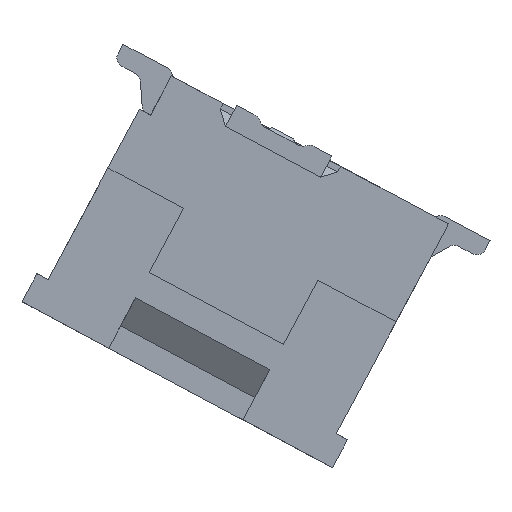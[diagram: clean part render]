
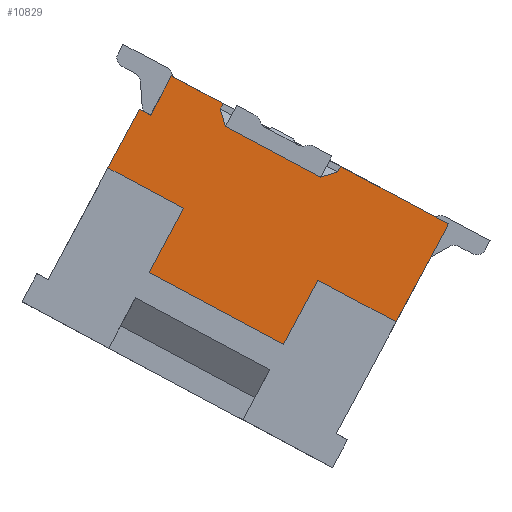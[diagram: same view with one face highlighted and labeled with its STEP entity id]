
A CAD part, front view. The second image highlights one B-rep face of the part: STEP entity #10829.
In plain terms, the highlighted planar face has unit normal (0, -1, 0).
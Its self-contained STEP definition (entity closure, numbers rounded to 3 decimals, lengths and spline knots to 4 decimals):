
#265 = CARTESIAN_POINT ( 'NONE',  ( 6.6894, -2.2, 1.5545 ) ) ;
#956 = ORIENTED_EDGE ( 'NONE', *, *, #12764, .F. ) ;
#1046 = FACE_OUTER_BOUND ( 'NONE', #22309, .T. ) ;
#1403 = CARTESIAN_POINT ( 'NONE',  ( 8.5934, -2.2, 0.6619 ) ) ;
#3004 = CARTESIAN_POINT ( 'NONE',  ( 7.7318, -2.2, -2.1658 ) ) ;
#3860 = ORIENTED_EDGE ( 'NONE', *, *, #10261, .F. ) ;
#3937 = VECTOR ( 'NONE', #73604, 1000. ) ;
#4850 = EDGE_CURVE ( 'NONE', #68009, #51733, #37550, .T. ) ;
#5077 = DIRECTION ( 'NONE',  ( 0.471, 0., 0.882 ) ) ;
#5966 = LINE ( 'NONE', #71457, #7931 ) ;
#6029 = CARTESIAN_POINT ( 'NONE',  ( 10.2912, -2.2, -0.2455 ) ) ;
#6222 = ORIENTED_EDGE ( 'NONE', *, *, #46846, .F. ) ;
#7931 = VECTOR ( 'NONE', #9033, 1000. ) ;
#7993 = VECTOR ( 'NONE', #83050, 1000. ) ;
#8622 = VERTEX_POINT ( 'NONE', #6029 ) ;
#8813 = VERTEX_POINT ( 'NONE', #61098 ) ;
#9033 = DIRECTION ( 'NONE',  ( 0.882, 0., -0.471 ) ) ;
#9048 = LINE ( 'NONE', #27659, #62705 ) ;
#10261 = EDGE_CURVE ( 'NONE', #11082, #25395, #17259, .T. ) ;
#10829 = ADVANCED_FACE ( 'NONE', ( #1046 ), #18350, .F. ) ;
#11082 = VERTEX_POINT ( 'NONE', #75053 ) ;
#11910 = VECTOR ( 'NONE', #23383, 1000. ) ;
#12686 = DIRECTION ( 'NONE',  ( -0.471, 0., -0.882 ) ) ;
#12764 = EDGE_CURVE ( 'NONE', #79891, #54827, #42133, .T. ) ;
#12842 = VERTEX_POINT ( 'NONE', #14141 ) ;
#13066 = VECTOR ( 'NONE', #79740, 1000. ) ;
#13232 = ORIENTED_EDGE ( 'NONE', *, *, #40691, .F. ) ;
#13286 = LINE ( 'NONE', #72956, #11910 ) ;
#13983 = EDGE_CURVE ( 'NONE', #54827, #80850, #26740, .T. ) ;
#14123 = CARTESIAN_POINT ( 'NONE',  ( 8.2315, -2.2, -1.129 ) ) ;
#14141 = CARTESIAN_POINT ( 'NONE',  ( 6.7414, -2.2, 1.6518 ) ) ;
#17010 = ORIENTED_EDGE ( 'NONE', *, *, #80440, .F. ) ;
#17259 = LINE ( 'NONE', #64944, #49033 ) ;
#18350 = PLANE ( 'NONE',  #29349 ) ;
#18649 = CARTESIAN_POINT ( 'NONE',  ( 5.5956, -2.2, 1.4705 ) ) ;
#19405 = VERTEX_POINT ( 'NONE', #14123 ) ;
#19856 = CARTESIAN_POINT ( 'NONE',  ( 3.7058, -2.2, -1.6411 ) ) ;
#20005 = LINE ( 'NONE', #35702, #75892 ) ;
#20973 = ORIENTED_EDGE ( 'NONE', *, *, #52779, .F. ) ;
#21157 = VERTEX_POINT ( 'NONE', #23818 ) ;
#21358 = ORIENTED_EDGE ( 'NONE', *, *, #75040, .F. ) ;
#22072 = VERTEX_POINT ( 'NONE', #29583 ) ;
#22083 = CARTESIAN_POINT ( 'NONE',  ( 6.7794, -2.2, 1.283 ) ) ;
#22309 = EDGE_LOOP ( 'NONE', ( #47716, #956, #69035, #20973, #3860, #13232, #60811, #45354, #24656, #6222, #77172, #77450, #17010, #80670, #52698, #21358 ) ) ;
#23383 = DIRECTION ( 'NONE',  ( -0.882, 0., 0.471 ) ) ;
#23818 = CARTESIAN_POINT ( 'NONE',  ( 8.2756, -2.2, 0.4916 ) ) ;
#24656 = ORIENTED_EDGE ( 'NONE', *, *, #49967, .F. ) ;
#25395 = VERTEX_POINT ( 'NONE', #52246 ) ;
#25944 = DIRECTION ( 'NONE',  ( 0.29, 0., -0.957 ) ) ;
#26500 = DIRECTION ( 'NONE',  ( -0.471, 0., -0.882 ) ) ;
#26662 = VECTOR ( 'NONE', #12686, 1000. ) ;
#26740 = LINE ( 'NONE', #66792, #55103 ) ;
#27659 = CARTESIAN_POINT ( 'NONE',  ( 8.2424, -2.2, -1.1087 ) ) ;
#27822 = VERTEX_POINT ( 'NONE', #44882 ) ;
#28544 = LINE ( 'NONE', #3004, #28960 ) ;
#28960 = VECTOR ( 'NONE', #52460, 1000. ) ;
#29349 = AXIS2_PLACEMENT_3D ( 'NONE', #37843, #37278, #81348 ) ;
#29583 = CARTESIAN_POINT ( 'NONE',  ( 7.6895, -2.2, -2.1432 ) ) ;
#30598 = EDGE_CURVE ( 'NONE', #8813, #19405, #13286, .T. ) ;
#32100 = LINE ( 'NONE', #36433, #58644 ) ;
#34335 = VERTEX_POINT ( 'NONE', #82555 ) ;
#34578 = DIRECTION ( 'NONE',  ( 0.882, 0., -0.471 ) ) ;
#35702 = CARTESIAN_POINT ( 'NONE',  ( 8.5562, -2.2, 0.5767 ) ) ;
#36433 = CARTESIAN_POINT ( 'NONE',  ( 10.3312, -2.2, -0.1705 ) ) ;
#37278 = DIRECTION ( 'NONE',  ( 0., 1., 0. ) ) ;
#37550 = LINE ( 'NONE', #38398, #7993 ) ;
#37843 = CARTESIAN_POINT ( 'NONE',  ( 3.615, -2.2, -1.5925 ) ) ;
#38398 = CARTESIAN_POINT ( 'NONE',  ( 8.5983, -2.2, 0.671 ) ) ;
#40691 = EDGE_CURVE ( 'NONE', #22072, #11082, #28544, .T. ) ;
#41586 = CARTESIAN_POINT ( 'NONE',  ( 8.3056, -2.2, 0.4756 ) ) ;
#42133 = LINE ( 'NONE', #67542, #68882 ) ;
#44882 = CARTESIAN_POINT ( 'NONE',  ( 6.7764, -2.2, 1.2929 ) ) ;
#45354 = ORIENTED_EDGE ( 'NONE', *, *, #30598, .F. ) ;
#45876 = EDGE_CURVE ( 'NONE', #79891, #49161, #51157, .T. ) ;
#46846 = EDGE_CURVE ( 'NONE', #51733, #8622, #5966, .T. ) ;
#47716 = ORIENTED_EDGE ( 'NONE', *, *, #13983, .F. ) ;
#49033 = VECTOR ( 'NONE', #5077, 1000. ) ;
#49161 = VERTEX_POINT ( 'NONE', #74224 ) ;
#49967 = EDGE_CURVE ( 'NONE', #8622, #8813, #32100, .T. ) ;
#51157 = LINE ( 'NONE', #19856, #51580 ) ;
#51473 = VECTOR ( 'NONE', #34578, 1000. ) ;
#51580 = VECTOR ( 'NONE', #70552, 1000. ) ;
#51733 = VERTEX_POINT ( 'NONE', #1403 ) ;
#52246 = CARTESIAN_POINT ( 'NONE',  ( 6.1149, -2.2, 0.0023 ) ) ;
#52460 = DIRECTION ( 'NONE',  ( -0.882, 0., 0.471 ) ) ;
#52698 = ORIENTED_EDGE ( 'NONE', *, *, #82641, .F. ) ;
#52779 = EDGE_CURVE ( 'NONE', #25395, #49161, #59309, .T. ) ;
#53406 = DIRECTION ( 'NONE',  ( 0.957, 0., 0.29 ) ) ;
#54827 = VERTEX_POINT ( 'NONE', #18649 ) ;
#55103 = VECTOR ( 'NONE', #79089, 1000. ) ;
#55213 = CARTESIAN_POINT ( 'NONE',  ( 5.4192, -2.2, 1.5647 ) ) ;
#55479 = CARTESIAN_POINT ( 'NONE',  ( 8.5463, -2.2, 0.5737 ) ) ;
#55585 = LINE ( 'NONE', #265, #26662 ) ;
#57859 = EDGE_CURVE ( 'NONE', #34335, #27822, #57979, .T. ) ;
#57979 = LINE ( 'NONE', #22083, #58248 ) ;
#58248 = VECTOR ( 'NONE', #25944, 1000. ) ;
#58644 = VECTOR ( 'NONE', #80521, 1000. ) ;
#59309 = LINE ( 'NONE', #67782, #3937 ) ;
#60811 = ORIENTED_EDGE ( 'NONE', *, *, #79736, .F. ) ;
#61098 = CARTESIAN_POINT ( 'NONE',  ( 9.4663, -2.2, -1.7889 ) ) ;
#62705 = VECTOR ( 'NONE', #26500, 1000. ) ;
#64704 = CARTESIAN_POINT ( 'NONE',  ( 5.8383, -2.2, 2.1345 ) ) ;
#64944 = CARTESIAN_POINT ( 'NONE',  ( 5.562, -2.2, -1.0322 ) ) ;
#66792 = CARTESIAN_POINT ( 'NONE',  ( 5.589, -2.2, 1.4581 ) ) ;
#67542 = CARTESIAN_POINT ( 'NONE',  ( 5.3284, -2.2, 1.6133 ) ) ;
#67782 = CARTESIAN_POINT ( 'NONE',  ( 6.1387, -2.2, -0.0104 ) ) ;
#68009 = VERTEX_POINT ( 'NONE', #55479 ) ;
#68882 = VECTOR ( 'NONE', #79835, 1000. ) ;
#69035 = ORIENTED_EDGE ( 'NONE', *, *, #45876, .T. ) ;
#70552 = DIRECTION ( 'NONE',  ( -0.471, 0., -0.882 ) ) ;
#71015 = LINE ( 'NONE', #41586, #13066 ) ;
#71457 = CARTESIAN_POINT ( 'NONE',  ( 5.8383, -2.2, 2.1345 ) ) ;
#72956 = CARTESIAN_POINT ( 'NONE',  ( 9.4909, -2.2, -1.8021 ) ) ;
#73604 = DIRECTION ( 'NONE',  ( -0.882, 0., 0.471 ) ) ;
#74224 = CARTESIAN_POINT ( 'NONE',  ( 4.9243, -2.2, 0.6387 ) ) ;
#74915 = EDGE_CURVE ( 'NONE', #21157, #68009, #20005, .T. ) ;
#75040 = EDGE_CURVE ( 'NONE', #80850, #12842, #78263, .T. ) ;
#75053 = CARTESIAN_POINT ( 'NONE',  ( 5.5728, -2.2, -1.0119 ) ) ;
#75892 = VECTOR ( 'NONE', #53406, 1000. ) ;
#77172 = ORIENTED_EDGE ( 'NONE', *, *, #4850, .F. ) ;
#77450 = ORIENTED_EDGE ( 'NONE', *, *, #74915, .F. ) ;
#78263 = LINE ( 'NONE', #64704, #51473 ) ;
#79089 = DIRECTION ( 'NONE',  ( 0.471, 0., 0.882 ) ) ;
#79736 = EDGE_CURVE ( 'NONE', #19405, #22072, #9048, .T. ) ;
#79740 = DIRECTION ( 'NONE',  ( 0.882, 0., -0.471 ) ) ;
#79835 = DIRECTION ( 'NONE',  ( 0.882, 0., -0.471 ) ) ;
#79891 = VERTEX_POINT ( 'NONE', #55213 ) ;
#80440 = EDGE_CURVE ( 'NONE', #27822, #21157, #71015, .T. ) ;
#80521 = DIRECTION ( 'NONE',  ( -0.471, 0., -0.882 ) ) ;
#80670 = ORIENTED_EDGE ( 'NONE', *, *, #57859, .F. ) ;
#80850 = VERTEX_POINT ( 'NONE', #83274 ) ;
#81348 = DIRECTION ( 'NONE',  ( 1., 0., 0. ) ) ;
#82555 = CARTESIAN_POINT ( 'NONE',  ( 6.6942, -2.2, 1.5636 ) ) ;
#82641 = EDGE_CURVE ( 'NONE', #12842, #34335, #55585, .T. ) ;
#83050 = DIRECTION ( 'NONE',  ( 0.471, 0., 0.882 ) ) ;
#83274 = CARTESIAN_POINT ( 'NONE',  ( 5.9256, -2.2, 2.0878 ) ) ;
